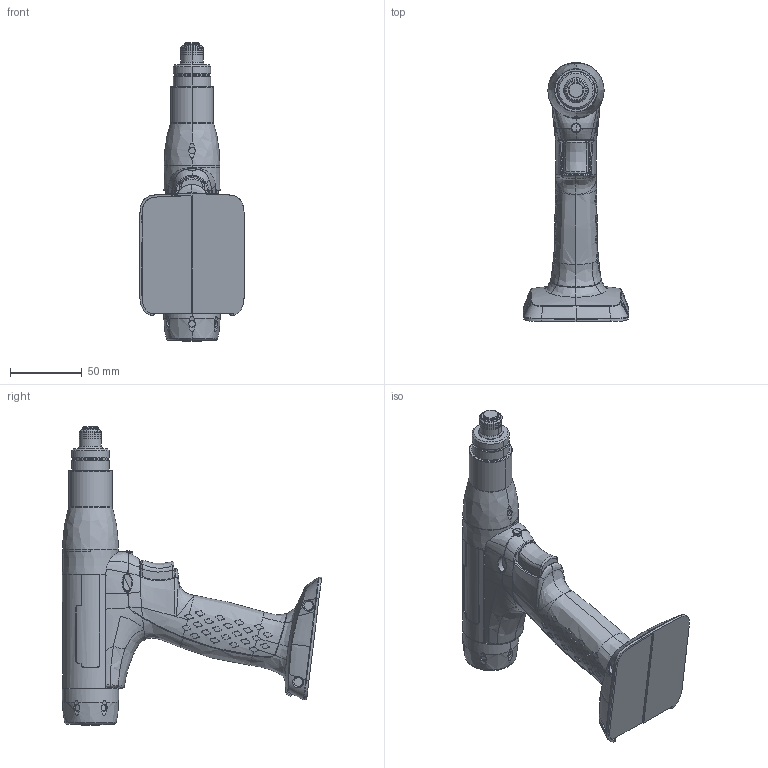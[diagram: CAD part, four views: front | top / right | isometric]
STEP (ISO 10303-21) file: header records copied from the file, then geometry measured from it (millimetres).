
FILE_DESCRIPTION((''),'2;1');
FILE_NAME('4211615680_CRS_SW2','2019-04-17T13:23:26',('Toocsr'),(''),'CREO PARAMETRIC BY PTC INC, 2018100','CREO PARAMETRIC BY PTC INC, 2018100','');
FILE_SCHEMA(('CONFIG_CONTROL_DESIGN'));
Length unit declared in the file: millimetre
Products named in the file (1): 4211615680_CRS_SW2
Bounding box: 73.31 x 180.1 x 207.3 mm (x, y, z)
Volume: 420970.5 mm3; surface area: 63549 mm2
Topology: 1 solids, 9 shells, 1444 faces, 3756 edges, 2378 vertices
Faces by surface type: bspline 828, cylinder 254, plane 241, cone 50, torus 46, sphere 14, extrusion 8, revolution 3
Entity records: 126933 total; most frequent: CARTESIAN_POINT 98246, ORIENTED_EDGE 7508, EDGE_CURVE 3754, DIRECTION 3428, VERTEX_POINT 2378, B_SPLINE_CURVE_WITH_KNOTS 2233, EDGE_LOOP 1506, FACE_OUTER_BOUND 1444
